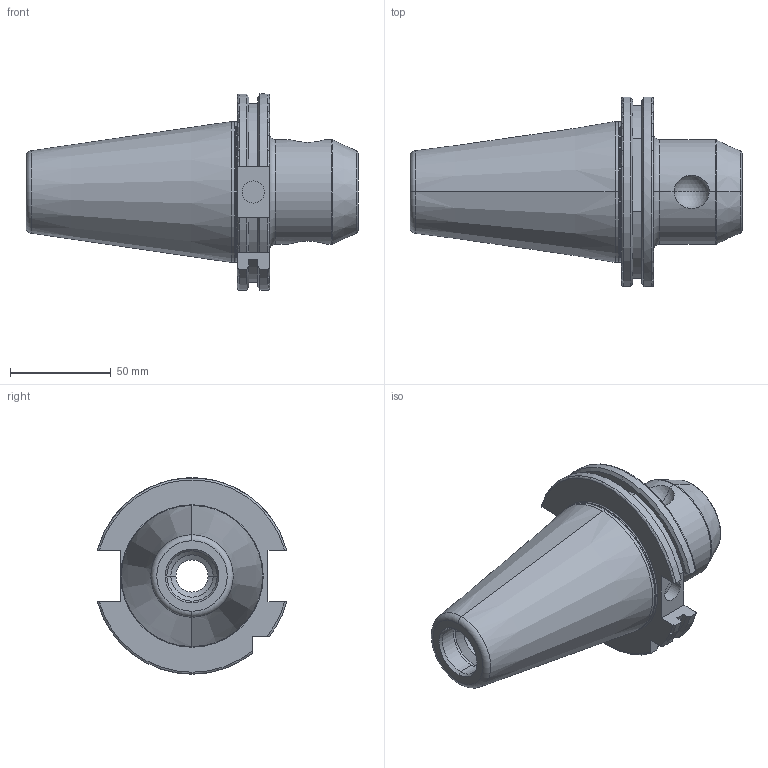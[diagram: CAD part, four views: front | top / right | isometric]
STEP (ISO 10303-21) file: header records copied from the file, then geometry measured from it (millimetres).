
FILE_DESCRIPTION (( 'STEP AP203' ), '1' );
FILE_NAME ('SK50EM20063WW.STEP', '2019-06-06T09:27:06', ( '' ), ( '' ), 'SwSTEP 2.0', 'SolidWorks 2018', '' );
FILE_SCHEMA (( 'CONFIG_CONTROL_DESIGN' ));
Length unit declared in the file: millimetre
Products named in the file (1): SK50EM20063WW
Bounding box: 164.75 x 94.05 x 97.5 mm (x, y, z)
Volume: 395575.4 mm3; surface area: 52826.2 mm2
Topology: 1 solids, 1 shells, 110 faces, 275 edges, 172 vertices
Faces by surface type: cylinder 37, cone 25, plane 24, torus 22, sphere 2
Entity records: 3739 total; most frequent: CARTESIAN_POINT 980, DIRECTION 598, ORIENTED_EDGE 550, EDGE_CURVE 275, AXIS2_PLACEMENT_3D 248, VERTEX_POINT 172, CIRCLE 137, EDGE_LOOP 119
